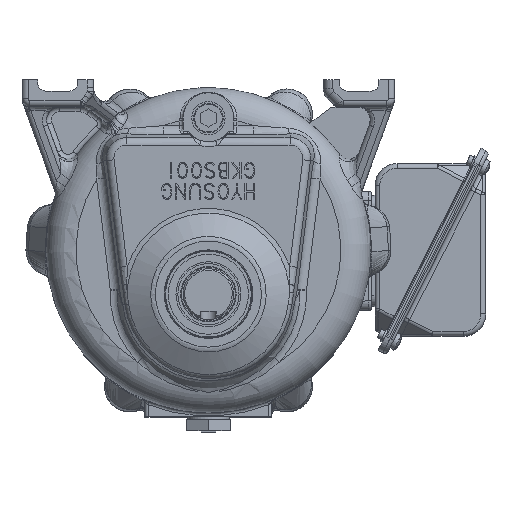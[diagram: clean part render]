
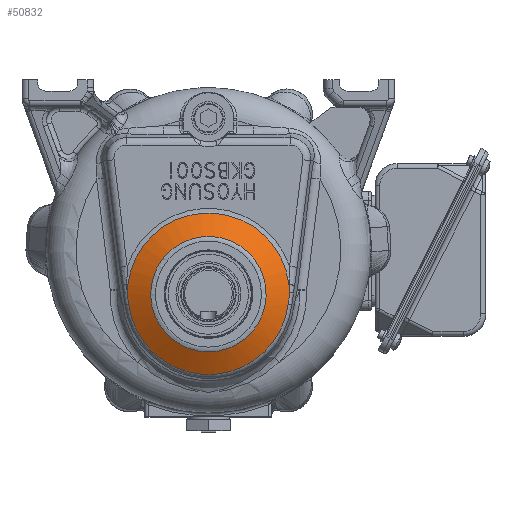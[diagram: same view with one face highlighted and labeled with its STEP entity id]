
A CAD part, top view. The second image highlights one B-rep face of the part: STEP entity #50832.
In plain terms, the highlighted conical face has half-angle 60.255 degrees and reference radius 52.5 mm.
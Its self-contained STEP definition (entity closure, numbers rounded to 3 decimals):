
#825=CONICAL_SURFACE('',#54521,52.5,1.052);
#2757=CIRCLE('',#54522,36.383);
#2758=CIRCLE('',#54523,50.668);
#2759=CIRCLE('',#54524,51.117);
#5357=B_SPLINE_CURVE_WITH_KNOTS('',3,(#76244,#76245,#76246,#76247),
 .UNSPECIFIED.,.F.,.F.,(4,4),(0.,0.005),.UNSPECIFIED.);
#5358=B_SPLINE_CURVE_WITH_KNOTS('',3,(#76250,#76251,#76252,#76253),
 .UNSPECIFIED.,.F.,.F.,(4,4),(0.,0.008),
 .UNSPECIFIED.);
#5359=B_SPLINE_CURVE_WITH_KNOTS('',3,(#76257,#76258,#76259,#76260),
 .UNSPECIFIED.,.F.,.F.,(4,4),(0.,0.008),.UNSPECIFIED.);
#5360=B_SPLINE_CURVE_WITH_KNOTS('',3,(#76262,#76263,#76264,#76265),
 .UNSPECIFIED.,.F.,.F.,(4,4),(0.,0.005),.UNSPECIFIED.);
#6888=ORIENTED_EDGE('',*,*,#22607,.T.);
#6889=ORIENTED_EDGE('',*,*,#22608,.T.);
#6890=ORIENTED_EDGE('',*,*,#22609,.T.);
#6891=ORIENTED_EDGE('',*,*,#22610,.T.);
#6892=ORIENTED_EDGE('',*,*,#22611,.T.);
#6893=ORIENTED_EDGE('',*,*,#22612,.T.);
#6894=ORIENTED_EDGE('',*,*,#22613,.T.);
#22607=EDGE_CURVE('',#30443,#30443,#2757,.F.);
#22608=EDGE_CURVE('',#30444,#30445,#5357,.T.);
#22609=EDGE_CURVE('',#30445,#30446,#5358,.T.);
#22610=EDGE_CURVE('',#30446,#30447,#2758,.T.);
#22611=EDGE_CURVE('',#30447,#30448,#5359,.T.);
#22612=EDGE_CURVE('',#30448,#30449,#5360,.F.);
#22613=EDGE_CURVE('',#30449,#30444,#2759,.F.);
#30443=VERTEX_POINT('',#76243);
#30444=VERTEX_POINT('',#76248);
#30445=VERTEX_POINT('',#76249);
#30446=VERTEX_POINT('',#76254);
#30447=VERTEX_POINT('',#76256);
#30448=VERTEX_POINT('',#76261);
#30449=VERTEX_POINT('',#76266);
#42354=EDGE_LOOP('',(#6888));
#42355=EDGE_LOOP('',(#6889,#6890,#6891,#6892,#6893,#6894));
#46027=FACE_BOUND('',#42354,.T.);
#46028=FACE_BOUND('',#42355,.T.);
#50832=ADVANCED_FACE('',(#46027,#46028),#825,.T.);
#54521=AXIS2_PLACEMENT_3D('',#76241,#60285,#60286);
#54522=AXIS2_PLACEMENT_3D('',#76242,#60287,#60288);
#54523=AXIS2_PLACEMENT_3D('',#76255,#60289,#60290);
#54524=AXIS2_PLACEMENT_3D('',#76267,#60291,#60292);
#60285=DIRECTION('',(0.,0.,-1.));
#60286=DIRECTION('',(0.,1.,0.));
#60287=DIRECTION('',(0.,0.,1.));
#60288=DIRECTION('',(0.,-1.,0.));
#60289=DIRECTION('',(0.,0.,1.));
#60290=DIRECTION('',(0.,-1.,0.));
#60291=DIRECTION('',(0.,0.,-1.));
#60292=DIRECTION('',(0.,1.,0.));
#76241=CARTESIAN_POINT('',(0.,-27.75,116.5));
#76242=CARTESIAN_POINT('',(0.,-27.75,125.709));
#76243=CARTESIAN_POINT('',(0.,-64.133,125.709));
#76244=CARTESIAN_POINT('',(-50.748,-21.622,117.291));
#76245=CARTESIAN_POINT('',(-50.937,-23.188,117.291));
#76246=CARTESIAN_POINT('',(-51.123,-24.752,117.25));
#76247=CARTESIAN_POINT('',(-51.301,-26.315,117.173));
#76248=CARTESIAN_POINT('',(-50.748,-21.622,117.291));
#76249=CARTESIAN_POINT('',(-51.301,-26.315,117.173));
#76250=CARTESIAN_POINT('',(-51.301,-26.315,117.173));
#76251=CARTESIAN_POINT('',(-50.941,-28.859,117.42));
#76252=CARTESIAN_POINT('',(-50.602,-31.412,117.547));
#76253=CARTESIAN_POINT('',(-50.284,-33.974,117.547));
#76254=CARTESIAN_POINT('',(-50.284,-33.974,117.547));
#76255=CARTESIAN_POINT('',(0.,-27.75,117.547));
#76256=CARTESIAN_POINT('',(50.284,-33.974,117.547));
#76257=CARTESIAN_POINT('',(50.284,-33.974,117.547));
#76258=CARTESIAN_POINT('',(50.602,-31.412,117.547));
#76259=CARTESIAN_POINT('',(50.941,-28.859,117.42));
#76260=CARTESIAN_POINT('',(51.301,-26.315,117.173));
#76261=CARTESIAN_POINT('',(51.301,-26.315,117.173));
#76262=CARTESIAN_POINT('',(50.748,-21.622,117.291));
#76263=CARTESIAN_POINT('',(50.937,-23.188,117.291));
#76264=CARTESIAN_POINT('',(51.123,-24.752,117.25));
#76265=CARTESIAN_POINT('',(51.301,-26.315,117.173));
#76266=CARTESIAN_POINT('',(50.748,-21.622,117.291));
#76267=CARTESIAN_POINT('',(0.,-27.75,117.291));
